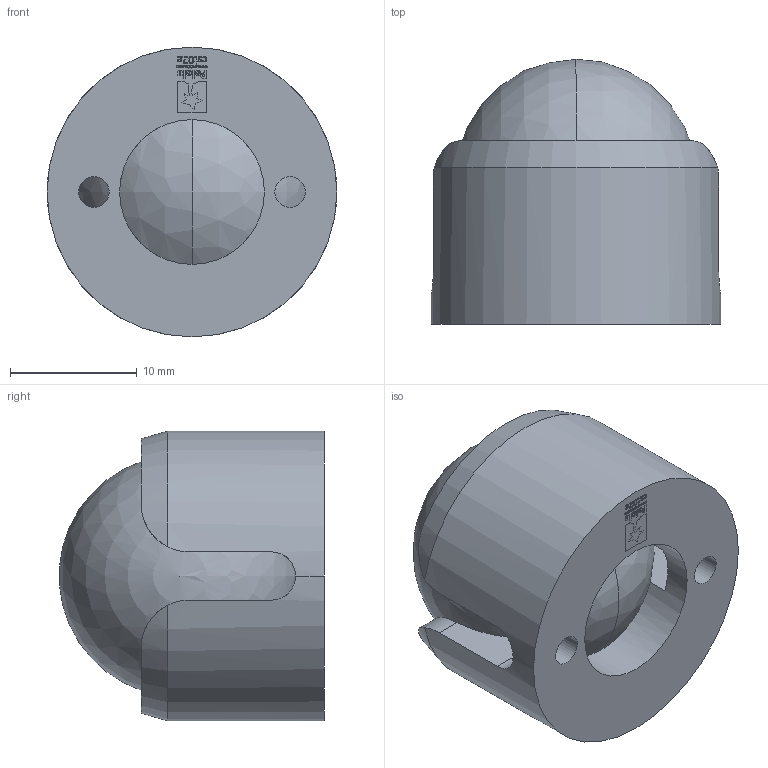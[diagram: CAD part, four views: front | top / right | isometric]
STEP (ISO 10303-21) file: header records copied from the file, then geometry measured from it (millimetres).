
FILE_DESCRIPTION (( 'STEP AP214' ), '1' );
FILE_NAME ('pololu-ball-caster-with-0-750in-ball.step', '2019-02-08T21:53:45', ( '' ), ( '' ), 'SwSTEP 2.0', 'SolidWorks 2016', '' );
FILE_SCHEMA (( 'AUTOMOTIVE_DESIGN' ));
Length unit declared in the file: millimetre
Products named in the file (1): pololu-ball-caster-with-0-750in-ball
Bounding box: 22.86 x 20.91 x 22.86 mm (x, y, z)
Volume: 6246.4 mm3; surface area: 2275.8 mm2
Topology: 1 solids, 1 shells, 390 faces, 1072 edges, 715 vertices
Faces by surface type: plane 200, bspline 167, cylinder 19, sphere 2, cone 2
Entity records: 22559 total; most frequent: CARTESIAN_POINT 9482, ORIENTED_EDGE 2134, DIRECTION 1195, EDGE_CURVE 1067, VERTEX_POINT 712, VECTOR 673, LINE 673, EDGE_LOOP 431
